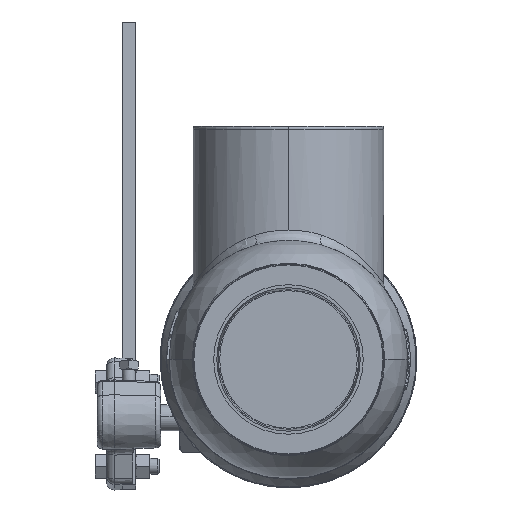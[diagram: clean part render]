
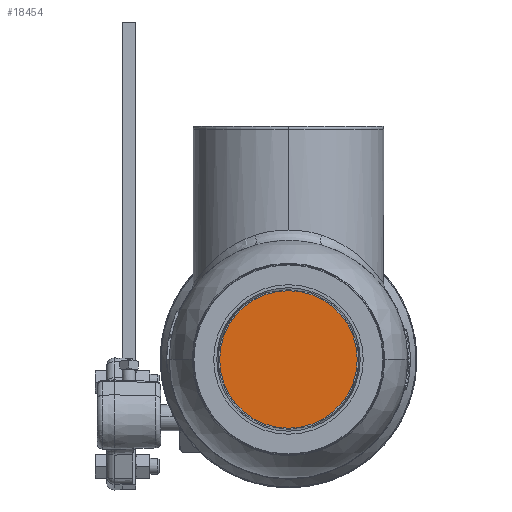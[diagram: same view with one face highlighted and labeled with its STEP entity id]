
A CAD part, front view. The second image highlights one B-rep face of the part: STEP entity #18454.
In plain terms, the highlighted planar face has unit normal (0, -1, 0).
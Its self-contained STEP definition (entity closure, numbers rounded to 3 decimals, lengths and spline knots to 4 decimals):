
#843 = CARTESIAN_POINT ( 'NONE',  ( 0., 1.8415, 0. ) ) ;
#4486 = AXIS2_PLACEMENT_3D ( 'NONE', #16211, #44262, #20250 ) ;
#4868 = DIRECTION ( 'NONE',  ( 0., 0., 1. ) ) ;
#7049 = CARTESIAN_POINT ( 'NONE',  ( 0., 1.8415, -1.625 ) ) ;
#11091 = CIRCLE ( 'NONE', #4486, 1.625 ) ;
#14596 = EDGE_CURVE ( 'NONE', #42345, #19986, #37488, .T. ) ;
#16211 = CARTESIAN_POINT ( 'NONE',  ( 0., 1.8415, 0. ) ) ;
#16589 = FACE_OUTER_BOUND ( 'NONE', #34840, .T. ) ;
#18454 = ADVANCED_FACE ( 'NONE', ( #16589 ), #18616, .F. ) ;
#18616 = PLANE ( 'NONE',  #38441 ) ;
#19650 = ORIENTED_EDGE ( 'NONE', *, *, #45289, .T. ) ;
#19986 = VERTEX_POINT ( 'NONE', #45027 ) ;
#20250 = DIRECTION ( 'NONE',  ( 0., 0., 1. ) ) ;
#22655 = DIRECTION ( 'NONE',  ( 0., 1., 0. ) ) ;
#25105 = CARTESIAN_POINT ( 'NONE',  ( 0., 1.8415, 0. ) ) ;
#28712 = ORIENTED_EDGE ( 'NONE', *, *, #14596, .T. ) ;
#28932 = DIRECTION ( 'NONE',  ( 0., -1., 0. ) ) ;
#33842 = AXIS2_PLACEMENT_3D ( 'NONE', #843, #28932, #4868 ) ;
#34840 = EDGE_LOOP ( 'NONE', ( #28712, #19650 ) ) ;
#37488 = CIRCLE ( 'NONE', #33842, 1.625 ) ;
#38441 = AXIS2_PLACEMENT_3D ( 'NONE', #25105, #22655, #50728 ) ;
#42345 = VERTEX_POINT ( 'NONE', #7049 ) ;
#44262 = DIRECTION ( 'NONE',  ( 0., -1., 0. ) ) ;
#45027 = CARTESIAN_POINT ( 'NONE',  ( 0., 1.8415, 1.625 ) ) ;
#45289 = EDGE_CURVE ( 'NONE', #19986, #42345, #11091, .T. ) ;
#50728 = DIRECTION ( 'NONE',  ( 0., 0., 1. ) ) ;
